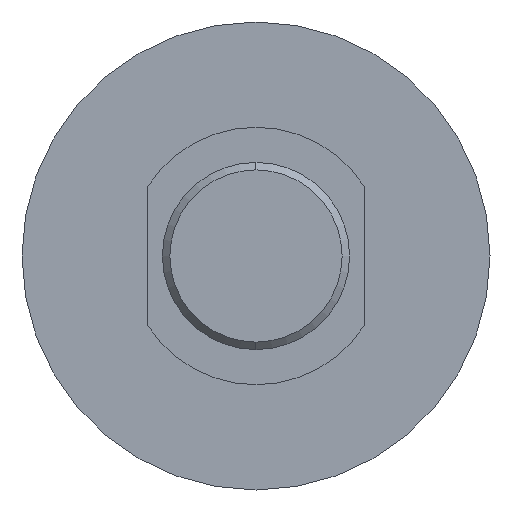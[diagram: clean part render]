
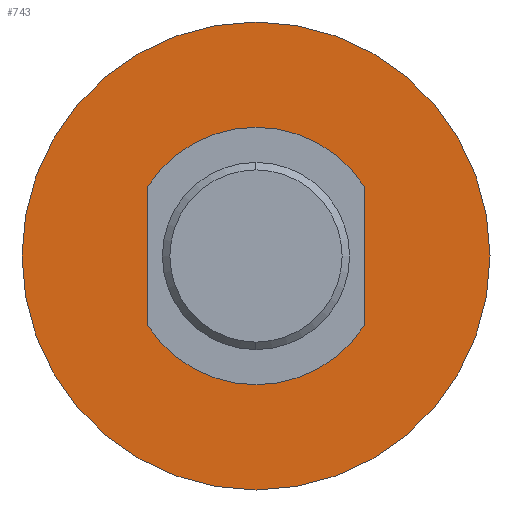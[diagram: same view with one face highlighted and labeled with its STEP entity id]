
A CAD part, left-side view. The second image highlights one B-rep face of the part: STEP entity #743.
In plain terms, the highlighted planar face has unit normal (-1, 0, 0).
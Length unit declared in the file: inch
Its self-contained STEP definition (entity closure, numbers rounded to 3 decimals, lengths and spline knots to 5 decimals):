
#221=CARTESIAN_POINT('',(2.125,0.0,-1.25));
#222=VERTEX_POINT('',#221);
#231=CARTESIAN_POINT('',(2.125,0.,1.25));
#232=VERTEX_POINT('',#231);
#233=CARTESIAN_POINT('',(2.125,0.0,0.0));
#234=DIRECTION('',(1.0,0.0,0.0));
#235=DIRECTION('',(0.0,0.0,-1.0));
#236=AXIS2_PLACEMENT_3D('',#233,#234,#235);
#237=CIRCLE('',#236,1.25);
#238=EDGE_CURVE('',#232,#222,#237,.F.);
#265=CARTESIAN_POINT('',(2.125,0.,-0.6875));
#266=VERTEX_POINT('',#265);
#282=CARTESIAN_POINT('',(2.125,0.57813,-0.37206));
#283=VERTEX_POINT('',#282);
#290=CARTESIAN_POINT('',(2.125,0.0,0.0));
#291=DIRECTION('',(1.0,0.0,0.0));
#292=DIRECTION('',(0.0,0.0,-1.0));
#293=AXIS2_PLACEMENT_3D('',#290,#291,#292);
#294=CIRCLE('',#293,0.6875);
#295=EDGE_CURVE('',#283,#266,#294,.F.);
#305=CARTESIAN_POINT('',(2.125,0.,0.6875));
#306=VERTEX_POINT('',#305);
#315=CARTESIAN_POINT('',(2.125,0.57813,0.37206));
#316=VERTEX_POINT('',#315);
#317=CARTESIAN_POINT('',(2.125,0.0,0.0));
#318=DIRECTION('',(1.0,0.0,0.0));
#319=DIRECTION('',(0.0,0.0,-1.0));
#320=AXIS2_PLACEMENT_3D('',#317,#318,#319);
#321=CIRCLE('',#320,0.6875);
#322=EDGE_CURVE('',#306,#316,#321,.F.);
#563=CARTESIAN_POINT('',(2.125,-0.57813,0.37206));
#564=VERTEX_POINT('',#563);
#571=CARTESIAN_POINT('',(2.125,0.0,0.0));
#572=DIRECTION('',(1.0,0.0,0.0));
#573=DIRECTION('',(0.0,0.0,-1.0));
#574=AXIS2_PLACEMENT_3D('',#571,#572,#573);
#575=CIRCLE('',#574,0.6875);
#576=EDGE_CURVE('',#564,#306,#575,.F.);
#594=CARTESIAN_POINT('',(2.125,-0.57813,-0.37206));
#595=VERTEX_POINT('',#594);
#602=CARTESIAN_POINT('',(2.125,-0.57813,-0.37206));
#603=DIRECTION('',(0.0,0.0,1.0));
#604=VECTOR('',#603,0.74412);
#605=LINE('',#602,#604);
#606=EDGE_CURVE('',#595,#564,#605,.T.);
#618=CARTESIAN_POINT('',(2.125,0.0,0.0));
#619=DIRECTION('',(1.0,0.0,0.0));
#620=DIRECTION('',(0.0,0.0,-1.0));
#621=AXIS2_PLACEMENT_3D('',#618,#619,#620);
#622=CIRCLE('',#621,0.6875);
#623=EDGE_CURVE('',#266,#595,#622,.F.);
#649=CARTESIAN_POINT('',(2.125,0.57813,0.37206));
#650=DIRECTION('',(0.0,0.0,-1.0));
#651=VECTOR('',#650,0.74412);
#652=LINE('',#649,#651);
#653=EDGE_CURVE('',#316,#283,#652,.T.);
#716=CARTESIAN_POINT('',(2.125,0.0,0.0));
#717=DIRECTION('',(1.0,0.0,0.0));
#718=DIRECTION('',(0.0,0.0,-1.0));
#719=AXIS2_PLACEMENT_3D('',#716,#717,#718);
#720=CIRCLE('',#719,1.25);
#721=EDGE_CURVE('',#222,#232,#720,.F.);
#726=CARTESIAN_POINT('',(2.125,0.0,-0.96875));
#727=DIRECTION('',(-1.0,0.0,0.0));
#728=DIRECTION('',(0.0,-1.0,0.0));
#729=AXIS2_PLACEMENT_3D('',#726,#727,#728);
#730=PLANE('',#729);
#731=ORIENTED_EDGE('',*,*,#721,.T.);
#732=ORIENTED_EDGE('',*,*,#238,.T.);
#733=EDGE_LOOP('',(#731,#732));
#734=FACE_OUTER_BOUND('',#733,.T.);
#735=ORIENTED_EDGE('',*,*,#653,.F.);
#736=ORIENTED_EDGE('',*,*,#322,.F.);
#737=ORIENTED_EDGE('',*,*,#576,.F.);
#738=ORIENTED_EDGE('',*,*,#606,.F.);
#739=ORIENTED_EDGE('',*,*,#623,.F.);
#740=ORIENTED_EDGE('',*,*,#295,.F.);
#741=EDGE_LOOP('',(#735,#736,#737,#738,#739,#740));
#742=FACE_BOUND('',#741,.T.);
#743=ADVANCED_FACE('',(#734,#742),#730,.T.);
